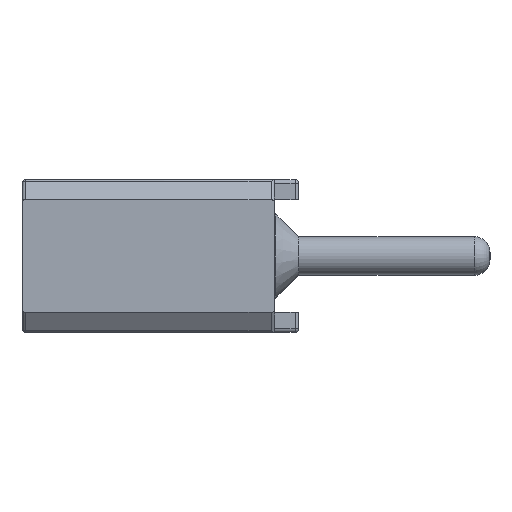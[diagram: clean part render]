
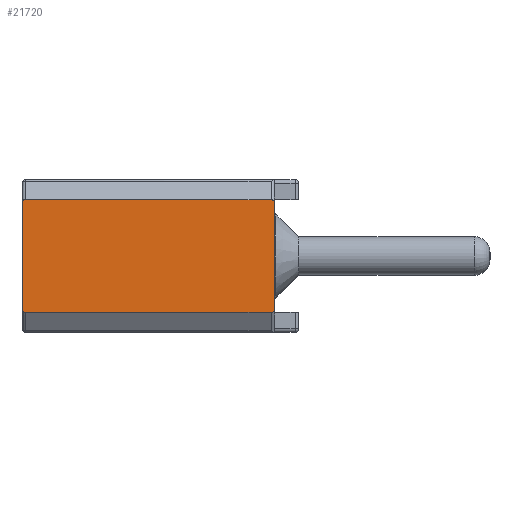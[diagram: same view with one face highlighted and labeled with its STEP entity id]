
A CAD part, left-side view. The second image highlights one B-rep face of the part: STEP entity #21720.
In plain terms, the highlighted planar face has unit normal (-1, 0, 0).
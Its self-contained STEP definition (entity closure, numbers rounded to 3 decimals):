
#176 = CARTESIAN_POINT ( 'NONE',  ( -1.27, 2.1, -0.879 ) ) ;
#392 = DIRECTION ( 'NONE',  ( 0., 0., 1. ) ) ;
#441 = EDGE_LOOP ( 'NONE', ( #3009, #7540, #1688, #24753, #26241, #26057, #6171, #30113 ) ) ;
#482 = DIRECTION ( 'NONE',  ( 0., 1., 0. ) ) ;
#567 = DIRECTION ( 'NONE',  ( -1., 0., 0. ) ) ;
#1046 = AXIS2_PLACEMENT_3D ( 'NONE', #25162, #10630, #27620 ) ;
#1075 = VERTEX_POINT ( 'NONE', #19661 ) ;
#1210 = LINE ( 'NONE', #15141, #20697 ) ;
#1444 = EDGE_CURVE ( 'NONE', #1075, #8568, #1210, .T. ) ;
#1682 = CARTESIAN_POINT ( 'NONE',  ( -1.27, 2.1, 0.879 ) ) ;
#1688 = ORIENTED_EDGE ( 'NONE', *, *, #27067, .F. ) ;
#2676 = FACE_OUTER_BOUND ( 'NONE', #441, .T. ) ;
#2810 = AXIS2_PLACEMENT_3D ( 'NONE', #29566, #15063, #392 ) ;
#3009 = ORIENTED_EDGE ( 'NONE', *, *, #3815, .T. ) ;
#3815 = EDGE_CURVE ( 'NONE', #7984, #9333, #15501, .T. ) ;
#3956 = EDGE_CURVE ( 'NONE', #31240, #7984, #12439, .T. ) ;
#6171 = ORIENTED_EDGE ( 'NONE', *, *, #13491, .F. ) ;
#6458 = DIRECTION ( 'NONE',  ( 0., 0., -1. ) ) ;
#6701 = DIRECTION ( 'NONE',  ( 0., 0., 1. ) ) ;
#7540 = ORIENTED_EDGE ( 'NONE', *, *, #24625, .T. ) ;
#7984 = VERTEX_POINT ( 'NONE', #20185 ) ;
#8212 = VERTEX_POINT ( 'NONE', #1682 ) ;
#8568 = VERTEX_POINT ( 'NONE', #20140 ) ;
#9333 = VERTEX_POINT ( 'NONE', #12747 ) ;
#10630 = DIRECTION ( 'NONE',  ( -1., 0., 0. ) ) ;
#10704 = DIRECTION ( 'NONE',  ( -1., 0., 0. ) ) ;
#10827 = DIRECTION ( 'NONE',  ( -1., 0., 0. ) ) ;
#11874 = CARTESIAN_POINT ( 'NONE',  ( -1.27, -5.681, 0.939 ) ) ;
#12188 = LINE ( 'NONE', #30670, #25081 ) ;
#12439 = CIRCLE ( 'NONE', #2810, 0.06 ) ;
#12747 = CARTESIAN_POINT ( 'NONE',  ( -1.27, 2.04, 0.939 ) ) ;
#13491 = EDGE_CURVE ( 'NONE', #31240, #29933, #12188, .T. ) ;
#14328 = EDGE_CURVE ( 'NONE', #1075, #29933, #25782, .T. ) ;
#15063 = DIRECTION ( 'NONE',  ( -1., 0., 0. ) ) ;
#15141 = CARTESIAN_POINT ( 'NONE',  ( -1.27, -5.681, -0.939 ) ) ;
#15501 = LINE ( 'NONE', #11874, #27631 ) ;
#15577 = EDGE_CURVE ( 'NONE', #19474, #8568, #27749, .T. ) ;
#15593 = PLANE ( 'NONE',  #25948 ) ;
#17678 = DIRECTION ( 'NONE',  ( 0., 0., 1. ) ) ;
#19474 = VERTEX_POINT ( 'NONE', #176 ) ;
#19661 = CARTESIAN_POINT ( 'NONE',  ( -1.27, -2.04, -0.939 ) ) ;
#20140 = CARTESIAN_POINT ( 'NONE',  ( -1.27, 2.04, -0.939 ) ) ;
#20185 = CARTESIAN_POINT ( 'NONE',  ( -1.27, -2.04, 0.939 ) ) ;
#20414 = CARTESIAN_POINT ( 'NONE',  ( -1.27, -2.1, 0.879 ) ) ;
#20429 = CIRCLE ( 'NONE', #1046, 0.06 ) ;
#20697 = VECTOR ( 'NONE', #482, 1000. ) ;
#21374 = LINE ( 'NONE', #23697, #27882 ) ;
#21720 = ADVANCED_FACE ( 'NONE', ( #2676 ), #15593, .T. ) ;
#23459 = AXIS2_PLACEMENT_3D ( 'NONE', #25237, #10704, #27673 ) ;
#23697 = CARTESIAN_POINT ( 'NONE',  ( -1.27, 2.1, -1.27 ) ) ;
#23939 = DIRECTION ( 'NONE',  ( 0., 1., 0. ) ) ;
#24625 = EDGE_CURVE ( 'NONE', #9333, #8212, #20429, .T. ) ;
#24753 = ORIENTED_EDGE ( 'NONE', *, *, #15577, .T. ) ;
#25081 = VECTOR ( 'NONE', #6458, 1000. ) ;
#25162 = CARTESIAN_POINT ( 'NONE',  ( -1.27, 2.04, 0.879 ) ) ;
#25237 = CARTESIAN_POINT ( 'NONE',  ( -1.27, -2.04, -0.879 ) ) ;
#25341 = CARTESIAN_POINT ( 'NONE',  ( -1.27, 2.04, -0.879 ) ) ;
#25782 = CIRCLE ( 'NONE', #23459, 0.06 ) ;
#25948 = AXIS2_PLACEMENT_3D ( 'NONE', #29748, #567, #17678 ) ;
#26057 = ORIENTED_EDGE ( 'NONE', *, *, #14328, .T. ) ;
#26241 = ORIENTED_EDGE ( 'NONE', *, *, #1444, .F. ) ;
#26740 = CARTESIAN_POINT ( 'NONE',  ( -1.27, -2.1, -0.879 ) ) ;
#27067 = EDGE_CURVE ( 'NONE', #19474, #8212, #21374, .T. ) ;
#27620 = DIRECTION ( 'NONE',  ( 0., 0., 1. ) ) ;
#27631 = VECTOR ( 'NONE', #23939, 1000. ) ;
#27673 = DIRECTION ( 'NONE',  ( 0., 0., 1. ) ) ;
#27749 = CIRCLE ( 'NONE', #29599, 0.06 ) ;
#27777 = DIRECTION ( 'NONE',  ( 0., 0., 1. ) ) ;
#27882 = VECTOR ( 'NONE', #6701, 1000. ) ;
#29566 = CARTESIAN_POINT ( 'NONE',  ( -1.27, -2.04, 0.879 ) ) ;
#29599 = AXIS2_PLACEMENT_3D ( 'NONE', #25341, #10827, #27777 ) ;
#29748 = CARTESIAN_POINT ( 'NONE',  ( -1.27, 0., 0. ) ) ;
#29933 = VERTEX_POINT ( 'NONE', #26740 ) ;
#30113 = ORIENTED_EDGE ( 'NONE', *, *, #3956, .T. ) ;
#30670 = CARTESIAN_POINT ( 'NONE',  ( -1.27, -2.1, -1.27 ) ) ;
#31240 = VERTEX_POINT ( 'NONE', #20414 ) ;
